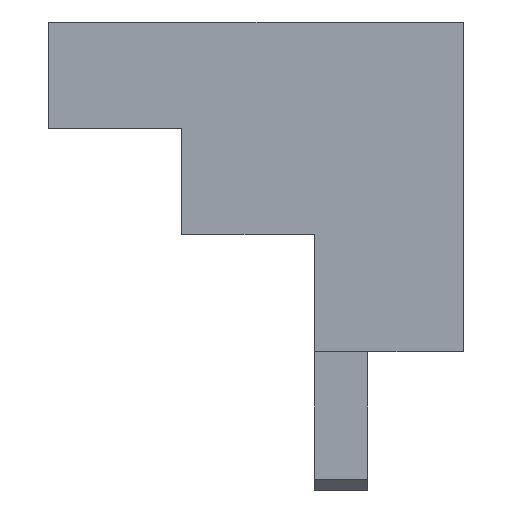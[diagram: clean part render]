
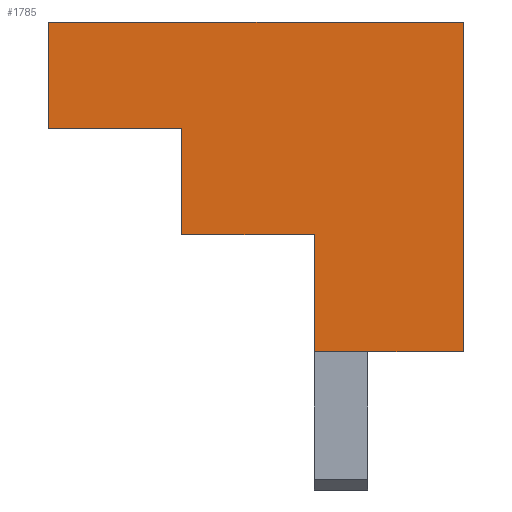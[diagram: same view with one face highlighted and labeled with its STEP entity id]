
A CAD part, left-side view. The second image highlights one B-rep face of the part: STEP entity #1785.
In plain terms, the highlighted planar face has unit normal (-1, 0, 0).
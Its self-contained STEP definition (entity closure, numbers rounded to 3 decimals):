
#1726=AXIS2_PLACEMENT_3D('Plane Axis2P3D',#1723,#1724,#1725) ;
#1629=CARTESIAN_POINT('Vertex',(-40.75,9.,126.)) ;
#1634=CARTESIAN_POINT('Line Origine',(-40.75,9.,110.5)) ;
#1638=CARTESIAN_POINT('Vertex',(-40.75,9.,95.)) ;
#1723=CARTESIAN_POINT('Axis2P3D Location',(-40.75,0.,0.)) ;
#1728=CARTESIAN_POINT('Line Origine',(-40.75,16.,95.)) ;
#1732=CARTESIAN_POINT('Vertex',(-40.75,23.,95.)) ;
#1735=CARTESIAN_POINT('Line Origine',(-40.75,28.5,126.)) ;
#1739=CARTESIAN_POINT('Vertex',(-40.75,48.,126.)) ;
#1742=CARTESIAN_POINT('Line Origine',(-40.75,48.,121.)) ;
#1746=CARTESIAN_POINT('Vertex',(-40.75,48.,116.)) ;
#1749=CARTESIAN_POINT('Line Origine',(-40.75,41.75,116.)) ;
#1753=CARTESIAN_POINT('Vertex',(-40.75,35.5,116.)) ;
#1756=CARTESIAN_POINT('Line Origine',(-40.75,35.5,111.)) ;
#1760=CARTESIAN_POINT('Vertex',(-40.75,35.5,106.)) ;
#1763=CARTESIAN_POINT('Line Origine',(-40.75,29.25,106.)) ;
#1767=CARTESIAN_POINT('Vertex',(-40.75,23.,106.)) ;
#1770=CARTESIAN_POINT('Line Origine',(-40.75,23.,100.5)) ;
#1635=DIRECTION('Vector Direction',(0.,0.,1.)) ;
#1724=DIRECTION('Axis2P3D Direction',(1.,0.,0.)) ;
#1725=DIRECTION('Axis2P3D XDirection',(0.,1.,0.)) ;
#1729=DIRECTION('Vector Direction',(0.,1.,0.)) ;
#1736=DIRECTION('Vector Direction',(0.,1.,0.)) ;
#1743=DIRECTION('Vector Direction',(0.,0.,-1.)) ;
#1750=DIRECTION('Vector Direction',(0.,-1.,0.)) ;
#1757=DIRECTION('Vector Direction',(0.,0.,-1.)) ;
#1764=DIRECTION('Vector Direction',(0.,-1.,0.)) ;
#1771=DIRECTION('Vector Direction',(0.,0.,-1.)) ;
#1636=VECTOR('Line Direction',#1635,1.) ;
#1730=VECTOR('Line Direction',#1729,1.) ;
#1737=VECTOR('Line Direction',#1736,1.) ;
#1744=VECTOR('Line Direction',#1743,1.) ;
#1751=VECTOR('Line Direction',#1750,1.) ;
#1758=VECTOR('Line Direction',#1757,1.) ;
#1765=VECTOR('Line Direction',#1764,1.) ;
#1772=VECTOR('Line Direction',#1771,1.) ;
#1776=ORIENTED_EDGE('',*,*,#1734,.F.) ;
#1777=ORIENTED_EDGE('',*,*,#1640,.F.) ;
#1778=ORIENTED_EDGE('',*,*,#1741,.F.) ;
#1779=ORIENTED_EDGE('',*,*,#1748,.F.) ;
#1780=ORIENTED_EDGE('',*,*,#1755,.F.) ;
#1781=ORIENTED_EDGE('',*,*,#1762,.F.) ;
#1782=ORIENTED_EDGE('',*,*,#1769,.F.) ;
#1783=ORIENTED_EDGE('',*,*,#1774,.F.) ;
#1785=ADVANCED_FACE('Terminali anteriori multicavo MC superiori',(#1784),#1727,.F.) ;
#1640=EDGE_CURVE('',#1630,#1639,#1637,.F.) ;
#1734=EDGE_CURVE('',#1639,#1733,#1731,.T.) ;
#1741=EDGE_CURVE('',#1740,#1630,#1738,.F.) ;
#1748=EDGE_CURVE('',#1747,#1740,#1745,.F.) ;
#1755=EDGE_CURVE('',#1754,#1747,#1752,.F.) ;
#1762=EDGE_CURVE('',#1761,#1754,#1759,.F.) ;
#1769=EDGE_CURVE('',#1768,#1761,#1766,.F.) ;
#1774=EDGE_CURVE('',#1733,#1768,#1773,.F.) ;
#1775=EDGE_LOOP('',(#1776,#1777,#1778,#1779,#1780,#1781,#1782,#1783)) ;
#1784=FACE_OUTER_BOUND('',#1775,.T.) ;
#1637=LINE('Line',#1634,#1636) ;
#1731=LINE('Line',#1728,#1730) ;
#1738=LINE('Line',#1735,#1737) ;
#1745=LINE('Line',#1742,#1744) ;
#1752=LINE('Line',#1749,#1751) ;
#1759=LINE('Line',#1756,#1758) ;
#1766=LINE('Line',#1763,#1765) ;
#1773=LINE('Line',#1770,#1772) ;
#1727=PLANE('',#1726) ;
#1630=VERTEX_POINT('',#1629) ;
#1639=VERTEX_POINT('',#1638) ;
#1733=VERTEX_POINT('',#1732) ;
#1740=VERTEX_POINT('',#1739) ;
#1747=VERTEX_POINT('',#1746) ;
#1754=VERTEX_POINT('',#1753) ;
#1761=VERTEX_POINT('',#1760) ;
#1768=VERTEX_POINT('',#1767) ;
